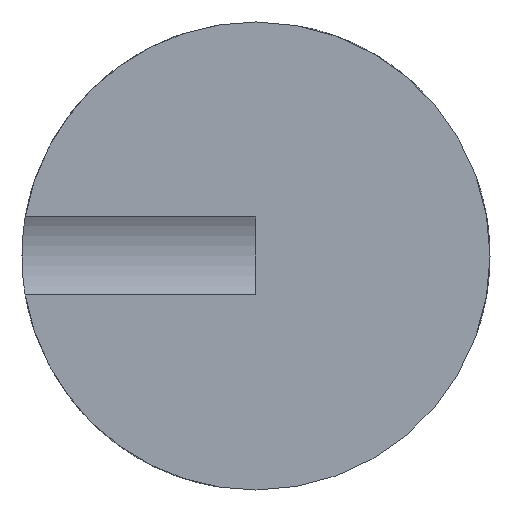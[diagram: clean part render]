
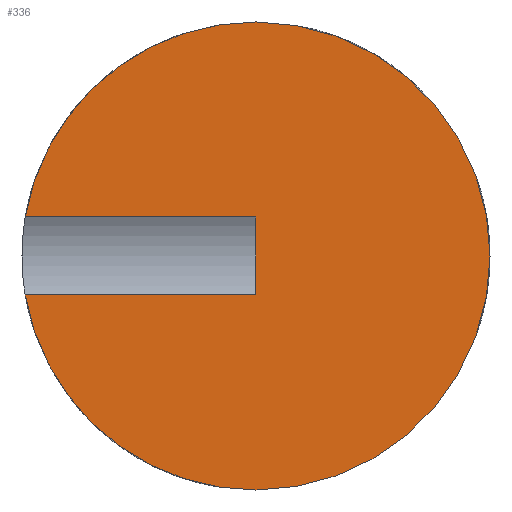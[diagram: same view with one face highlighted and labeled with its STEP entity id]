
A CAD part, left-side view. The second image highlights one B-rep face of the part: STEP entity #336.
In plain terms, the highlighted planar face has unit normal (-1, 0, 0).
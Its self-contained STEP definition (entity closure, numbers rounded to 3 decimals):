
#29 = ORIENTED_EDGE ( 'NONE', *, *, #114, .F. ) ;
#31 = CARTESIAN_POINT ( 'NONE',  ( -63., 0., 3. ) ) ;
#38 = DIRECTION ( 'NONE',  ( 0., 1., 0. ) ) ;
#49 = CARTESIAN_POINT ( 'NONE',  ( -63., 0., 0.5 ) ) ;
#53 = CARTESIAN_POINT ( 'NONE',  ( -63., 0., 0. ) ) ;
#54 = DIRECTION ( 'NONE',  ( 0., 0., -1. ) ) ;
#61 = EDGE_CURVE ( 'NONE', #77, #162, #191, .T. ) ;
#77 = VERTEX_POINT ( 'NONE', #550 ) ;
#87 = CARTESIAN_POINT ( 'NONE',  ( -63., 0., 0. ) ) ;
#89 = CARTESIAN_POINT ( 'NONE',  ( -63., 0., 0.5 ) ) ;
#106 = EDGE_CURVE ( 'NONE', #173, #133, #426, .T. ) ;
#112 = ORIENTED_EDGE ( 'NONE', *, *, #106, .F. ) ;
#114 = EDGE_CURVE ( 'NONE', #570, #173, #329, .T. ) ;
#133 = VERTEX_POINT ( 'NONE', #31 ) ;
#135 = CARTESIAN_POINT ( 'NONE',  ( -63., 4.56, -0.5 ) ) ;
#152 = ORIENTED_EDGE ( 'NONE', *, *, #61, .T. ) ;
#162 = VERTEX_POINT ( 'NONE', #183 ) ;
#173 = VERTEX_POINT ( 'NONE', #388 ) ;
#180 = AXIS2_PLACEMENT_3D ( 'NONE', #87, #548, #335 ) ;
#183 = CARTESIAN_POINT ( 'NONE',  ( -63., 2.958, -0.5 ) ) ;
#191 = LINE ( 'NONE', #135, #554 ) ;
#194 = CARTESIAN_POINT ( 'NONE',  ( -63., 0., -3. ) ) ;
#197 = CIRCLE ( 'NONE', #490, 3. ) ;
#201 = VECTOR ( 'NONE', #258, 1000. ) ;
#203 = DIRECTION ( 'NONE',  ( 0., 0., -1. ) ) ;
#205 = DIRECTION ( 'NONE',  ( 1., 0., 0. ) ) ;
#213 = ORIENTED_EDGE ( 'NONE', *, *, #580, .F. ) ;
#225 = ORIENTED_EDGE ( 'NONE', *, *, #589, .T. ) ;
#241 = CIRCLE ( 'NONE', #503, 3. ) ;
#243 = EDGE_CURVE ( 'NONE', #133, #530, #241, .T. ) ;
#258 = DIRECTION ( 'NONE',  ( 0., 0., -1. ) ) ;
#298 = FACE_OUTER_BOUND ( 'NONE', #467, .T. ) ;
#329 = LINE ( 'NONE', #89, #536 ) ;
#335 = DIRECTION ( 'NONE',  ( 0., 0., -1. ) ) ;
#336 = ADVANCED_FACE ( 'NONE', ( #298 ), #345, .F. ) ;
#338 = DIRECTION ( 'NONE',  ( 0., 1., 0. ) ) ;
#345 = PLANE ( 'NONE',  #624 ) ;
#388 = CARTESIAN_POINT ( 'NONE',  ( -63., 2.958, 0.5 ) ) ;
#396 = CARTESIAN_POINT ( 'NONE',  ( -63., 0., 0. ) ) ;
#401 = CARTESIAN_POINT ( 'NONE',  ( -63., 0., 0.5 ) ) ;
#409 = CARTESIAN_POINT ( 'NONE',  ( -63., 0., 0. ) ) ;
#426 = CIRCLE ( 'NONE', #180, 3. ) ;
#462 = DIRECTION ( 'NONE',  ( 0., 0., -1. ) ) ;
#467 = EDGE_LOOP ( 'NONE', ( #29, #225, #152, #213, #495, #112 ) ) ;
#490 = AXIS2_PLACEMENT_3D ( 'NONE', #53, #516, #203 ) ;
#495 = ORIENTED_EDGE ( 'NONE', *, *, #243, .F. ) ;
#503 = AXIS2_PLACEMENT_3D ( 'NONE', #396, #608, #54 ) ;
#516 = DIRECTION ( 'NONE',  ( 1., 0., 0. ) ) ;
#530 = VERTEX_POINT ( 'NONE', #194 ) ;
#536 = VECTOR ( 'NONE', #38, 1000. ) ;
#548 = DIRECTION ( 'NONE',  ( 1., 0., 0. ) ) ;
#550 = CARTESIAN_POINT ( 'NONE',  ( -63., 0., -0.5 ) ) ;
#554 = VECTOR ( 'NONE', #338, 1000. ) ;
#562 = LINE ( 'NONE', #49, #201 ) ;
#570 = VERTEX_POINT ( 'NONE', #401 ) ;
#580 = EDGE_CURVE ( 'NONE', #530, #162, #197, .T. ) ;
#589 = EDGE_CURVE ( 'NONE', #570, #77, #562, .T. ) ;
#608 = DIRECTION ( 'NONE',  ( 1., 0., 0. ) ) ;
#624 = AXIS2_PLACEMENT_3D ( 'NONE', #409, #205, #462 ) ;
